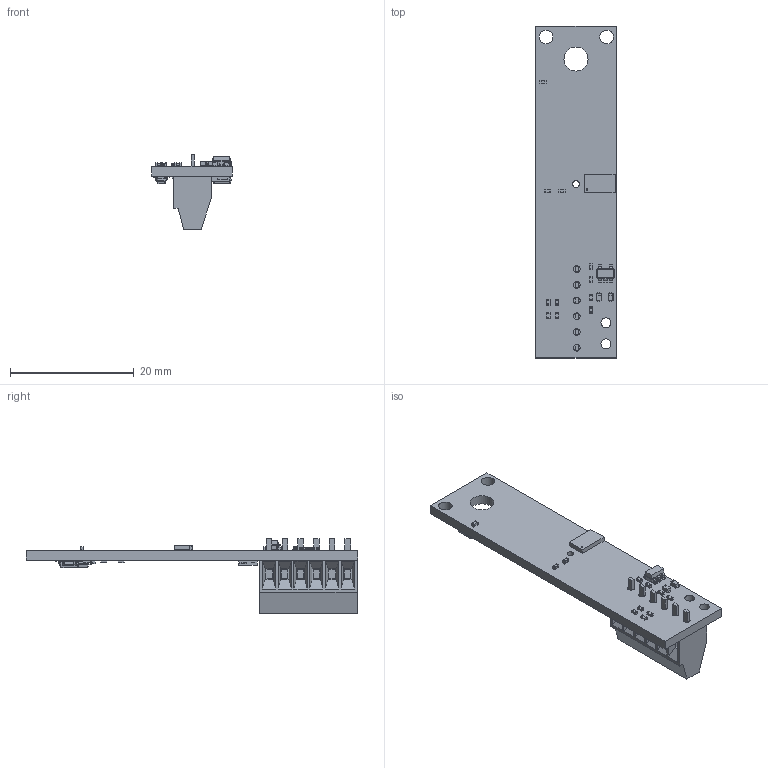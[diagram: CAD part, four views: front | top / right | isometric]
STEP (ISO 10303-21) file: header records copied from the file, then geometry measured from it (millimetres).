
FILE_DESCRIPTION(('KiCad electronic assembly'),'2;1');
FILE_NAME('mini_controller.step','2021-08-28T20:09:26',('An Author'),( 'A Company'),'Open CASCADE STEP processor 7.5', 'KiCad to STEP converter','Unknown');
FILE_SCHEMA(('AUTOMOTIVE_DESIGN { 1 0 10303 214 1 1 1 1 }'));
Length unit declared in the file: millimetre
Products named in the file (22): Open CASCADE STEP translator 7.5 1; R_0402_1005Metric; SOLID; C_0402_1005Metric; TSSOP-8_4.4x3mm_P0.65mm; LGA-14_3x5mm_P0.8mm_LayoutBorder1x6y; D_SOD-523; Fuse_1206_3216Metric; LGA-8_3x5mm_P1.25mm; SOT-23-5; SOT-23; TerminalBlock_Phoenix_MPT-0,5-6-2.54_1x06_P2.54mm_Horizontal; COMPOUND
Assembly tree (42 placements, depth 3):
  Open CASCADE STEP translator 7.5 1
    R_0402_1005Metric  x15
      SOLID
    C_0402_1005Metric  x7
      SOLID
    TSSOP-8_4.4x3mm_P0.65mm
      SOLID
    LGA-14_3x5mm_P0.8mm_LayoutBorder1x6y
      SOLID
    D_SOD-523  x2
      SOLID
    Fuse_1206_3216Metric
      SOLID
    LGA-8_3x5mm_P1.25mm
      SOLID
    SOT-23-5
      SOLID
    SOT-23
      SOLID
    TerminalBlock_Phoenix_MPT-0,5-6-2.54_1x06_P2.54mm_Horizontal
      SOLID
    COMPOUND
Bounding box: 12.95 x 53.59 x 12 mm (x, y, z)
Volume: 1703.4 mm3; surface area: 3124.4 mm2
Topology: 32 solids, 32 shells, 1364 faces, 3427 edges, 2192 vertices
Faces by surface type: plane 929, cylinder 303, bspline 132
Full cylindrical faces by diameter (mm): 0.2 x2, 0.5 x1, 1.1 x7, 1.6 x2, 2 x6, 2.2 x8, 3.88 x1
Entity records: 55553 total; most frequent: CARTESIAN_POINT 9971, DIRECTION 7179, LINE 4934, VECTOR 4934, ORIENTED_EDGE 3966, PCURVE 3966, DEFINITIONAL_REPRESENTATION 3966, EDGE_CURVE 1983
